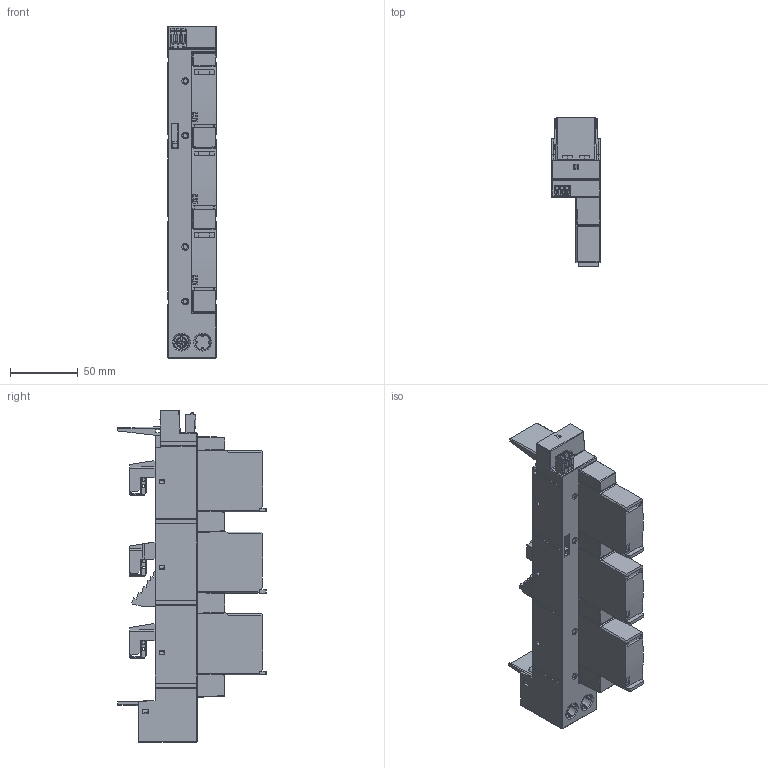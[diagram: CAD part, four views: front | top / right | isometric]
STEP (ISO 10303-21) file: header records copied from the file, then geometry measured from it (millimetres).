
FILE_DESCRIPTION((''),'2;1');
FILE_NAME('002440855_ETITEC_M60F_T23_300_2_ASM','2024-10-17T10:38:57',('klemen.sitar'),('Audax d.o.o.'),'CREO PARAMETRIC BY PTC INC, 2021304','CREO PARAMETRIC BY PTC INC, 2021304','');
FILE_SCHEMA(('AP242_MANAGED_MODEL_BASED_3D_ENGINEERING_MIM_LF { 1 0 10303 442 1 1 4 }'));
Products named in the file (21): 637000350_CON_FEMALE_6_1_2_3_1; N2_1; N1_1; PRT0001_1_1; PRT0001_1_2; PRT0001_1_3; PRT0001_1_ASM; PRT0002_1_1; PRT0002_1_2; PRT0002_1_3; PRT0002_1_ASM; PRT0003_1; PRT0004_1_1; PRT0004_1_2; PRT0004_1_3; PRT0004_1_ASM; PRT0006_1_1_1_1_1_1; PRT0006_1_1_1_1_1_1_1; PRT0006_1_1_1_1_1_1_1_1; PRT0001_1_1_1_1; 002440855_ETITEC_M60F_T23_300_2_ASM
Assembly tree (20 placements, depth 3):
  002440855_ETITEC_M60F_T23_300_2_ASM
    637000350_CON_FEMALE_6_1_2_3_1
    N2_1
    N1_1
    PRT0001_1_ASM
      PRT0001_1_1
      PRT0001_1_2
      PRT0001_1_3
    PRT0002_1_ASM
      PRT0002_1_1
      PRT0002_1_2
      PRT0002_1_3
    PRT0003_1
    PRT0004_1_ASM
      PRT0004_1_1
      PRT0004_1_2
      PRT0004_1_3
    PRT0006_1_1_1_1_1_1
    PRT0006_1_1_1_1_1_1_1
    PRT0006_1_1_1_1_1_1_1_1
    PRT0001_1_1_1_1
Bounding box: 36 x 109.3 x 244.5 mm (x, y, z)
Volume: 239397.9 mm3; surface area: 160319.3 mm2
Topology: 14 solids, 23 shells, 2624 faces, 7581 edges, 5001 vertices
Faces by surface type: plane 1880, cylinder 445, cone 178, bspline 65, torus 37, extrusion 11, sphere 8
Entity records: 139684 total; most frequent: CARTESIAN_POINT 28107, ORIENTED_EDGE 15035, DIRECTION 13087, PRESENTATION_STYLE_ASSIGNMENT 10240, STYLED_ITEM 10240, CURVE_STYLE 7593, EDGE_CURVE 7561, VECTOR 5759
